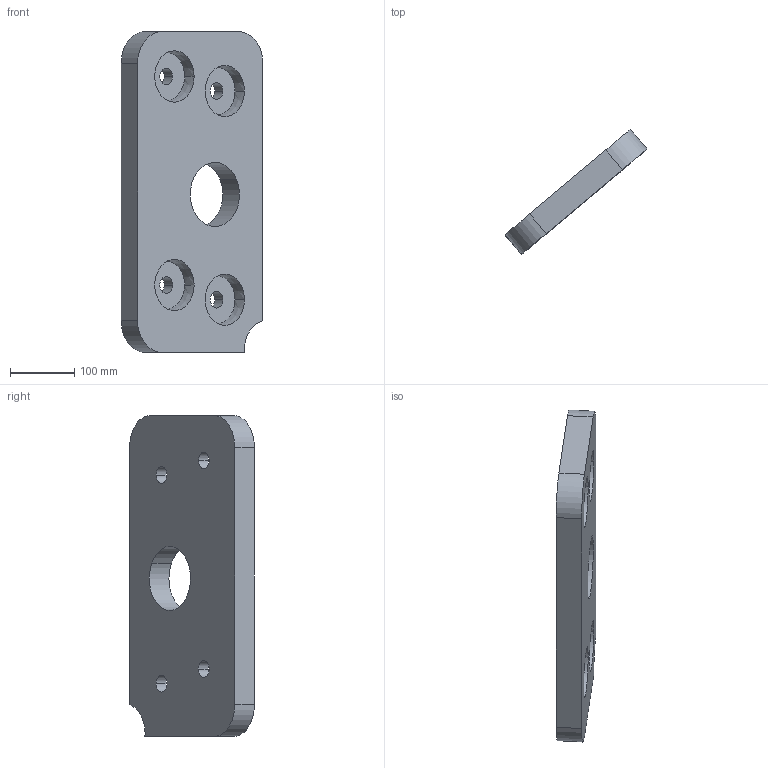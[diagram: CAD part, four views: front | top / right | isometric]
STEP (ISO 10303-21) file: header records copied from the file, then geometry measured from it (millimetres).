
FILE_DESCRIPTION(('STEP AP214'),'1');
FILE_NAME('placa.stp','2023-05-29T10:29:02',(' '),(' '),'Spatial InterOp 3D',' ',' ');
FILE_SCHEMA(('AUTOMOTIVE_DESIGN { 1 0 10303 214 1 1 1 1 }'));
Length unit declared in the file: metre
Products named in the file (7): THIN_PLATES_JOINT; _m9005_d0.9998_; MODULE_ATTACHEMENT_ASSEMBLY_JOINT; WCLL; TBM_SET; PORT_PLUG; placa
Assembly tree (6 placements, depth 7):
  placa
    PORT_PLUG
      TBM_SET
        WCLL
          MODULE_ATTACHEMENT_ASSEMBLY_JOINT
            THIN_PLATES_JOINT
              _m9005_d0.9998_
Bounding box: 221.05 x 194.55 x 500 mm (x, y, z)
Volume: 4243596 mm3; surface area: 322387.8 mm2
Topology: 1 solids, 1 shells, 33 faces, 83 edges, 56 vertices
Faces by surface type: cylinder 15, plane 10, cone 8
Entity records: 1239 total; most frequent: DIRECTION 221, CARTESIAN_POINT 184, ORIENTED_EDGE 166, AXIS2_PLACEMENT_3D 93, EDGE_CURVE 83, VERTEX_POINT 56, CIRCLE 48, EDGE_LOOP 47
